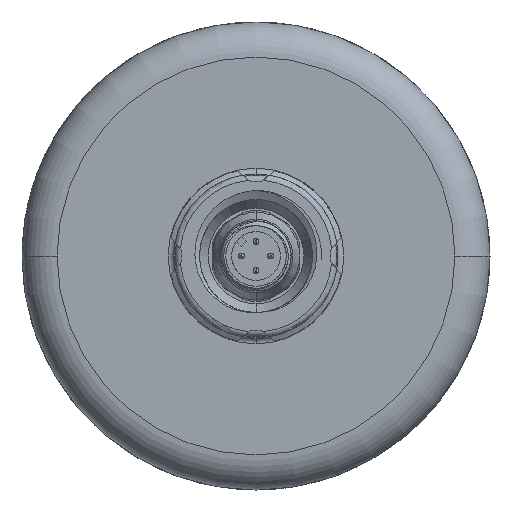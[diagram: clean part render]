
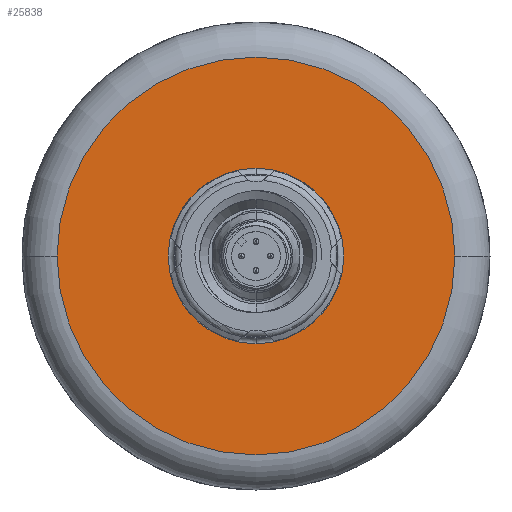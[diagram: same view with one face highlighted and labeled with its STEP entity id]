
A CAD part, front view. The second image highlights one B-rep face of the part: STEP entity #25838.
In plain terms, the highlighted planar face has unit normal (0, -1, 0).
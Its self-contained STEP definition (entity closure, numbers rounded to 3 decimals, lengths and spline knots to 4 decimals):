
#329=CARTESIAN_POINT('',(0.,0.,0.));
#330=DIRECTION('',(0.,-1.,0.));
#331=DIRECTION('',(1.,0.,0.));
#332=AXIS2_PLACEMENT_3D('',#329,#330,#331);
#334=CARTESIAN_POINT('',(0.,0.,0.));
#335=DIRECTION('',(0.,-1.,0.));
#336=DIRECTION('',(-1.,0.,0.));
#337=AXIS2_PLACEMENT_3D('',#334,#335,#336);
#339=CARTESIAN_POINT('',(0.,0.,0.));
#340=DIRECTION('',(0.,-1.,0.));
#341=DIRECTION('',(0.,0.,1.));
#342=AXIS2_PLACEMENT_3D('',#339,#340,#341);
#344=CARTESIAN_POINT('',(0.,0.,0.));
#345=DIRECTION('',(0.,-1.,0.));
#346=DIRECTION('',(0.,0.,-1.));
#347=AXIS2_PLACEMENT_3D('',#344,#345,#346);
#23622=CARTESIAN_POINT('',(1.3386,0.,0.));
#23623=CARTESIAN_POINT('',(-1.3386,0.,0.));
#23624=VERTEX_POINT('',#23622);
#23625=VERTEX_POINT('',#23623);
#23694=CARTESIAN_POINT('',(0.,0.,0.5906));
#23695=CARTESIAN_POINT('',(0.,0.,-0.5906));
#23696=VERTEX_POINT('',#23694);
#23697=VERTEX_POINT('',#23695);
#25822=CARTESIAN_POINT('',(0.,0.,0.));
#25823=DIRECTION('',(0.,1.,0.));
#25824=DIRECTION('',(-1.,0.,0.));
#25825=AXIS2_PLACEMENT_3D('',#25822,#25823,#25824);
#25826=PLANE('',#25825);
#25828=ORIENTED_EDGE('',*,*,#25827,.F.);
#25830=ORIENTED_EDGE('',*,*,#25829,.F.);
#25831=EDGE_LOOP('',(#25828,#25830));
#25832=FACE_OUTER_BOUND('',#25831,.F.);
#25834=ORIENTED_EDGE('',*,*,#25833,.T.);
#25835=ORIENTED_EDGE('',*,*,#25812,.T.);
#25836=EDGE_LOOP('',(#25834,#25835));
#25837=FACE_BOUND('',#25836,.F.);
#25838=ADVANCED_FACE('',(#25832,#25837),#25826,.F.);
#333=CIRCLE('',#332,1.3386);
#338=CIRCLE('',#337,1.3386);
#343=CIRCLE('',#342,0.5906);
#348=CIRCLE('',#347,0.5906);
#25812=EDGE_CURVE('',#23697,#23696,#348,.T.);
#25827=EDGE_CURVE('',#23624,#23625,#333,.T.);
#25829=EDGE_CURVE('',#23625,#23624,#338,.T.);
#25833=EDGE_CURVE('',#23696,#23697,#343,.T.);
